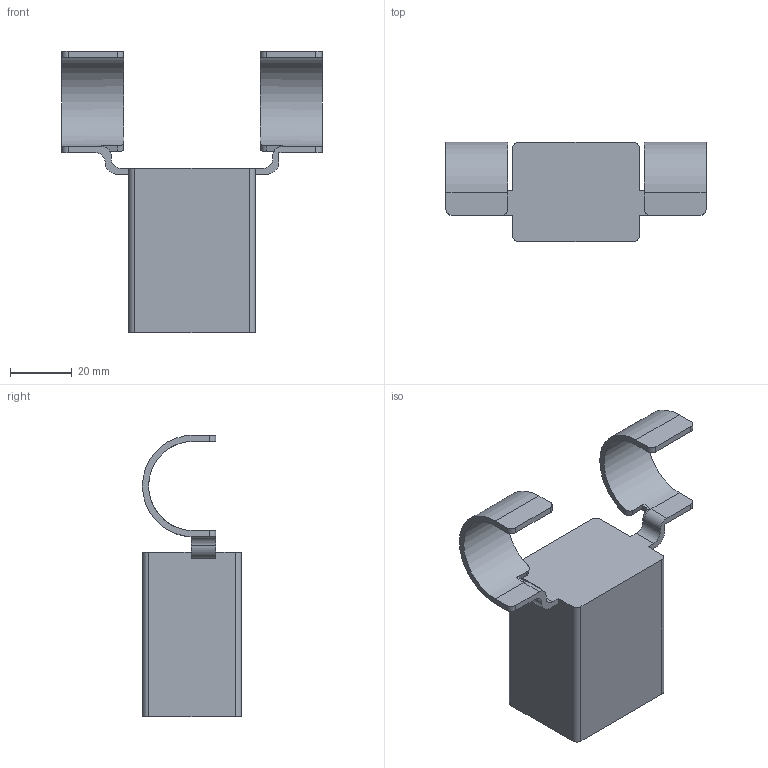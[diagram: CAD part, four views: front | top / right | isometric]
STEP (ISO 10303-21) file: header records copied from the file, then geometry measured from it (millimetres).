
FILE_DESCRIPTION (( 'STEP AP214' ), '1' );
FILE_NAME ('B348 Êðîíøòåéí äëÿ ñòàëüíîé íàïðàâëÿþùåé, òèï G.STEP', '2025-06-06T06:24:47', ( '' ), ( '' ), 'SwSTEP 2.0', 'SolidWorks 2025', '' );
FILE_SCHEMA (( 'AUTOMOTIVE_DESIGN' ));
Length unit declared in the file: millimetre
Products named in the file (1): B348 Кронштейн для стальной направляющей, тип G
Bounding box: 84.5 x 32.2 x 91.5 mm (x, y, z)
Volume: 19093.5 mm3; surface area: 20131.7 mm2
Topology: 1 solids, 1 shells, 76 faces, 220 edges, 146 vertices
Faces by surface type: plane 43, cylinder 31, torus 2
Entity records: 2603 total; most frequent: CARTESIAN_POINT 525, ORIENTED_EDGE 440, DIRECTION 434, EDGE_CURVE 220, AXIS2_PLACEMENT_3D 147, VERTEX_POINT 146, LINE 140, VECTOR 140
